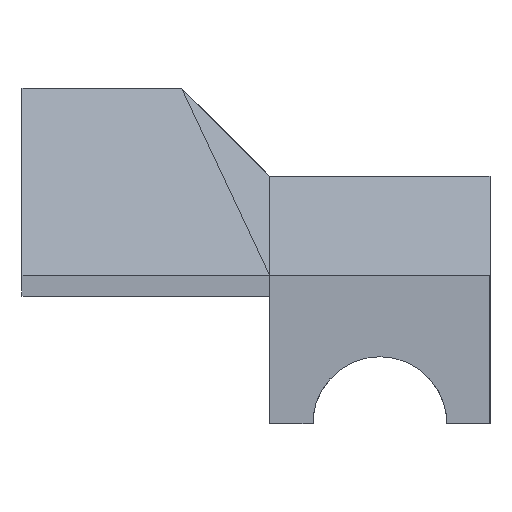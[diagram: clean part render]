
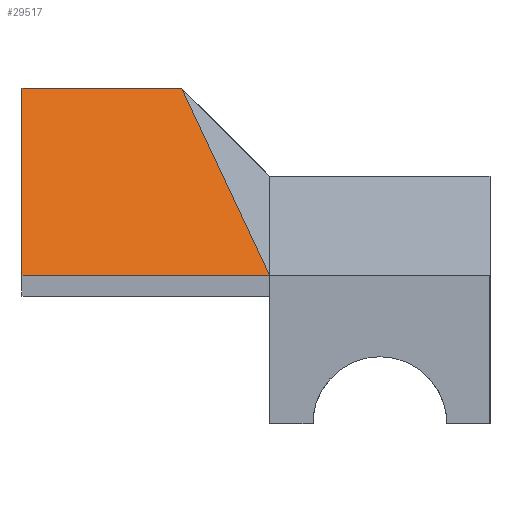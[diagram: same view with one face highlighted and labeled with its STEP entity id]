
A CAD part, left-side view. The second image highlights one B-rep face of the part: STEP entity #29517.
In plain terms, the highlighted planar face has unit normal (-0.951, 0, 0.308).
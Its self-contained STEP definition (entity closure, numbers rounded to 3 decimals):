
#19329 = VERTEX_POINT('',#19330);
#19330 = CARTESIAN_POINT('',(12.1,20.,13.5));
#24518 = PLANE('',#24519);
#24519 = AXIS2_PLACEMENT_3D('',#24520,#24521,#24522);
#24520 = CARTESIAN_POINT('',(17.61,42.5,30.5));
#24521 = DIRECTION('',(0.,0.,1.));
#24522 = DIRECTION('',(1.,0.,0.));
#24657 = VERTEX_POINT('',#24658);
#24658 = CARTESIAN_POINT('',(17.61,42.5,30.5));
#24672 = PLANE('',#24673);
#24673 = AXIS2_PLACEMENT_3D('',#24674,#24675,#24676);
#24674 = CARTESIAN_POINT('',(17.61,42.5,30.5));
#24675 = DIRECTION('',(0.,1.,0.));
#24676 = DIRECTION('',(0.,0.,1.));
#24684 = EDGE_CURVE('',#24685,#24657,#24687,.T.);
#24685 = VERTEX_POINT('',#24686);
#24686 = CARTESIAN_POINT('',(17.61,28.,30.5));
#24687 = SURFACE_CURVE('',#24688,(#24692,#24699),.PCURVE_S1.);
#24688 = LINE('',#24689,#24690);
#24689 = CARTESIAN_POINT('',(17.61,28.,30.5));
#24690 = VECTOR('',#24691,1.);
#24691 = DIRECTION('',(0.,1.,0.));
#24692 = PCURVE('',#24518,#24693);
#24693 = DEFINITIONAL_REPRESENTATION('',(#24694),#24698);
#24694 = LINE('',#24695,#24696);
#24695 = CARTESIAN_POINT('',(0.,-14.5));
#24696 = VECTOR('',#24697,1.);
#24697 = DIRECTION('',(0.,1.));
#24698 = ( GEOMETRIC_REPRESENTATION_CONTEXT(2) 
PARAMETRIC_REPRESENTATION_CONTEXT() REPRESENTATION_CONTEXT('2D SPACE',''
  ) );
#24699 = PCURVE('',#24700,#24705);
#24700 = PLANE('',#24701);
#24701 = AXIS2_PLACEMENT_3D('',#24702,#24703,#24704);
#24702 = CARTESIAN_POINT('',(17.61,28.,30.5));
#24703 = DIRECTION('',(-0.951,0.,0.308));
#24704 = DIRECTION('',(-0.308,0.,-0.951));
#24705 = DEFINITIONAL_REPRESENTATION('',(#24706),#24710);
#24706 = LINE('',#24707,#24708);
#24707 = CARTESIAN_POINT('',(0.,0.));
#24708 = VECTOR('',#24709,1.);
#24709 = DIRECTION('',(0.,-1.));
#24710 = ( GEOMETRIC_REPRESENTATION_CONTEXT(2) 
PARAMETRIC_REPRESENTATION_CONTEXT() REPRESENTATION_CONTEXT('2D SPACE',''
  ) );
#28101 = EDGE_CURVE('',#24657,#28102,#28104,.T.);
#28102 = VERTEX_POINT('',#28103);
#28103 = CARTESIAN_POINT('',(12.1,42.5,13.5));
#28104 = SURFACE_CURVE('',#28105,(#28109,#28116),.PCURVE_S1.);
#28105 = LINE('',#28106,#28107);
#28106 = CARTESIAN_POINT('',(17.61,42.5,30.5));
#28107 = VECTOR('',#28108,1.);
#28108 = DIRECTION('',(-0.308,0.,-0.951));
#28109 = PCURVE('',#24672,#28110);
#28110 = DEFINITIONAL_REPRESENTATION('',(#28111),#28115);
#28111 = LINE('',#28112,#28113);
#28112 = CARTESIAN_POINT('',(0.,0.));
#28113 = VECTOR('',#28114,1.);
#28114 = DIRECTION('',(-0.951,-0.308));
#28115 = ( GEOMETRIC_REPRESENTATION_CONTEXT(2) 
PARAMETRIC_REPRESENTATION_CONTEXT() REPRESENTATION_CONTEXT('2D SPACE',''
  ) );
#28116 = PCURVE('',#24700,#28117);
#28117 = DEFINITIONAL_REPRESENTATION('',(#28118),#28122);
#28118 = LINE('',#28119,#28120);
#28119 = CARTESIAN_POINT('',(0.,-14.5));
#28120 = VECTOR('',#28121,1.);
#28121 = DIRECTION('',(1.,-0.));
#28122 = ( GEOMETRIC_REPRESENTATION_CONTEXT(2) 
PARAMETRIC_REPRESENTATION_CONTEXT() REPRESENTATION_CONTEXT('2D SPACE',''
  ) );
#28218 = PLANE('',#28219);
#28219 = AXIS2_PLACEMENT_3D('',#28220,#28221,#28222);
#28220 = CARTESIAN_POINT('',(12.1,20.,13.5));
#28221 = DIRECTION('',(-1.,0.,0.));
#28222 = DIRECTION('',(0.,0.,-1.));
#29460 = PLANE('',#29461);
#29461 = AXIS2_PLACEMENT_3D('',#29462,#29463,#29464);
#29462 = CARTESIAN_POINT('',(14.97,23.069,
    22.354));
#29463 = DIRECTION('',(0.951,0.,-0.308
    ));
#29464 = DIRECTION('',(0.308,0.,0.951));
#29497 = EDGE_CURVE('',#24685,#19329,#29498,.T.);
#29498 = SURFACE_CURVE('',#29499,(#29503,#29510),.PCURVE_S1.);
#29499 = LINE('',#29500,#29501);
#29500 = CARTESIAN_POINT('',(17.61,28.,30.5));
#29501 = VECTOR('',#29502,1.);
#29502 = DIRECTION('',(-0.281,-0.409,-0.868));
#29503 = PCURVE('',#29460,#29504);
#29504 = DEFINITIONAL_REPRESENTATION('',(#29505),#29509);
#29505 = LINE('',#29506,#29507);
#29506 = CARTESIAN_POINT('',(8.563,-4.931));
#29507 = VECTOR('',#29508,1.);
#29508 = DIRECTION('',(-0.913,0.409));
#29509 = ( GEOMETRIC_REPRESENTATION_CONTEXT(2) 
PARAMETRIC_REPRESENTATION_CONTEXT() REPRESENTATION_CONTEXT('2D SPACE',''
  ) );
#29510 = PCURVE('',#24700,#29511);
#29511 = DEFINITIONAL_REPRESENTATION('',(#29512),#29516);
#29512 = LINE('',#29513,#29514);
#29513 = CARTESIAN_POINT('',(0.,0.));
#29514 = VECTOR('',#29515,1.);
#29515 = DIRECTION('',(0.913,0.409));
#29516 = ( GEOMETRIC_REPRESENTATION_CONTEXT(2) 
PARAMETRIC_REPRESENTATION_CONTEXT() REPRESENTATION_CONTEXT('2D SPACE',''
  ) );
#29517 = ADVANCED_FACE('',(#29518),#24700,.T.);
#29518 = FACE_BOUND('',#29519,.T.);
#29519 = EDGE_LOOP('',(#29520,#29521,#29522,#29523));
#29520 = ORIENTED_EDGE('',*,*,#29497,.F.);
#29521 = ORIENTED_EDGE('',*,*,#24684,.T.);
#29522 = ORIENTED_EDGE('',*,*,#28101,.T.);
#29523 = ORIENTED_EDGE('',*,*,#29524,.T.);
#29524 = EDGE_CURVE('',#28102,#19329,#29525,.T.);
#29525 = SURFACE_CURVE('',#29526,(#29530,#29537),.PCURVE_S1.);
#29526 = LINE('',#29527,#29528);
#29527 = CARTESIAN_POINT('',(12.1,42.5,13.5));
#29528 = VECTOR('',#29529,1.);
#29529 = DIRECTION('',(0.,-1.,0.));
#29530 = PCURVE('',#24700,#29531);
#29531 = DEFINITIONAL_REPRESENTATION('',(#29532),#29536);
#29532 = LINE('',#29533,#29534);
#29533 = CARTESIAN_POINT('',(17.871,-14.5));
#29534 = VECTOR('',#29535,1.);
#29535 = DIRECTION('',(-0.,1.));
#29536 = ( GEOMETRIC_REPRESENTATION_CONTEXT(2) 
PARAMETRIC_REPRESENTATION_CONTEXT() REPRESENTATION_CONTEXT('2D SPACE',''
  ) );
#29537 = PCURVE('',#28218,#29538);
#29538 = DEFINITIONAL_REPRESENTATION('',(#29539),#29543);
#29539 = LINE('',#29540,#29541);
#29540 = CARTESIAN_POINT('',(0.,-22.5));
#29541 = VECTOR('',#29542,1.);
#29542 = DIRECTION('',(0.,1.));
#29543 = ( GEOMETRIC_REPRESENTATION_CONTEXT(2) 
PARAMETRIC_REPRESENTATION_CONTEXT() REPRESENTATION_CONTEXT('2D SPACE',''
  ) );
